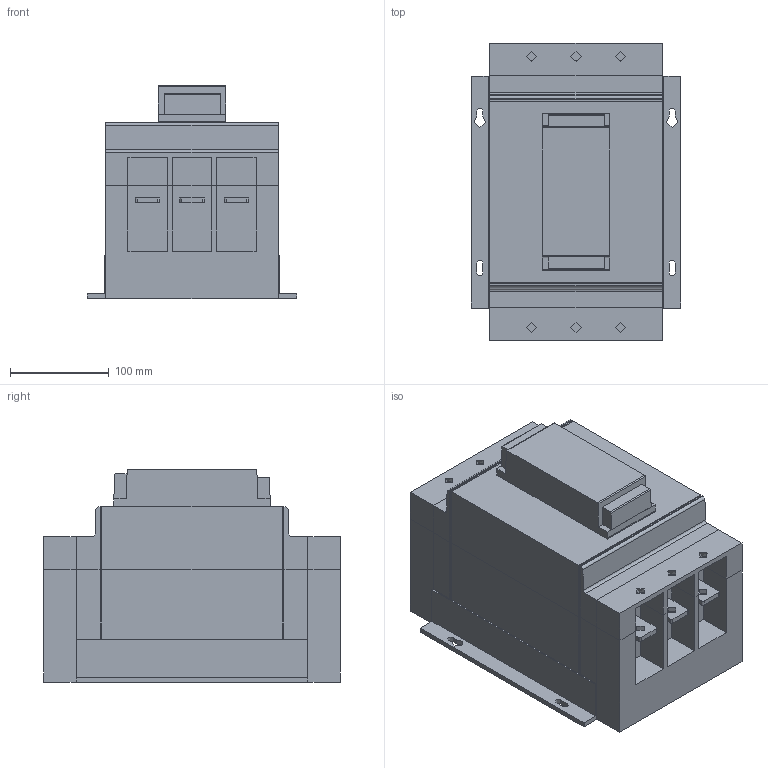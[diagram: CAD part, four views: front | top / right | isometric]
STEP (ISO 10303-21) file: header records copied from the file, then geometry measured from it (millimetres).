
FILE_DESCRIPTION(/* description */ (''),/* implementation_level */ '2;1');
FILE_NAME(/* name */ '3d_ADXL0162600.stp',/* time_stamp */ '2017-06-30T10:57:29+02:00',/* author */ ('Andrzej'),/* organization */ (''),/* preprocessor_version */ 'ST-DEVELOPER v15.5',/* originating_system */ 'AutoCAD Mechanical',/* authorisation */ '');
FILE_SCHEMA (('AUTOMOTIVE_DESIGN { 1 0 10303 214 3 1 1 }'));
Length unit declared in the file: millimetre
Products named in the file (1): Product
Bounding box: 212 x 301 x 216 mm (x, y, z)
Volume: 8551925.5 mm3; surface area: 856018.8 mm2
Topology: 26 solids, 26 shells, 266 faces, 834 edges, 752 vertices
Faces by surface type: plane 226, cylinder 40
Full cylindrical faces by diameter (mm): 10.6 x12
Entity records: 9101 total; most frequent: CARTESIAN_POINT 1883, DIRECTION 1556, ORIENTED_EDGE 1260, EDGE_CURVE 630, LINE 610, VECTOR 610, AXIS2_PLACEMENT_3D 473, VERTEX_POINT 428
